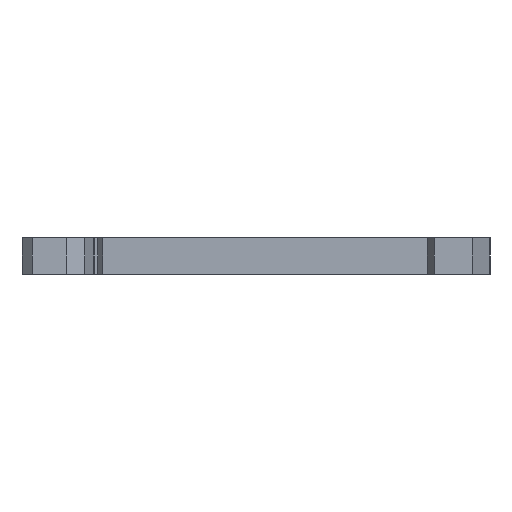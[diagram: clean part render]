
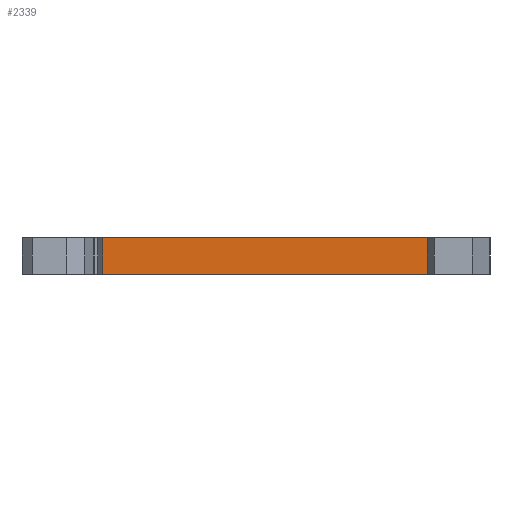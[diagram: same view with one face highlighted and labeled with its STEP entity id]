
A CAD part, front view. The second image highlights one B-rep face of the part: STEP entity #2339.
In plain terms, the highlighted free-form (B-spline) face has degree [1, 1] with [2, 2] control points.
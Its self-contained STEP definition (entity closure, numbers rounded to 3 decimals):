
#623=CARTESIAN_POINT('',(256.295,128.491,-3.5));
#624=VERTEX_POINT('',#623);
#631=CARTESIAN_POINT('',(256.295,128.491,0.));
#632=VERTEX_POINT('',#631);
#638=CARTESIAN_POINT('',(256.295,128.491,0.));
#639=CARTESIAN_POINT('',(256.295,128.491,-3.5));
#640=B_SPLINE_CURVE_WITH_KNOTS('',1,(#638,#639),.POLYLINE_FORM.,.F.,.U.,(2,2),(0.,1.),.UNSPECIFIED.);
#641=EDGE_CURVE('',#632,#624,#640,.T.);
#667=CARTESIAN_POINT('',(223.698,128.491,-3.5));
#668=VERTEX_POINT('',#667);
#675=CARTESIAN_POINT('',(223.698,128.491,0.));
#676=VERTEX_POINT('',#675);
#677=CARTESIAN_POINT('',(223.698,128.491,-3.5));
#678=CARTESIAN_POINT('',(223.698,128.491,0.));
#679=B_SPLINE_CURVE_WITH_KNOTS('',1,(#677,#678),.POLYLINE_FORM.,.F.,.U.,(2,2),(0.,1.),.UNSPECIFIED.);
#680=EDGE_CURVE('',#668,#676,#679,.T.);
#2320=CARTESIAN_POINT('',(191.062,128.491,31.036));
#2321=CARTESIAN_POINT('',(256.85,128.491,31.036));
#2322=CARTESIAN_POINT('',(191.062,128.491,-18.142));
#2323=CARTESIAN_POINT('',(256.85,128.491,-18.142));
#2324=B_SPLINE_SURFACE_WITH_KNOTS('',1,1,((#2320,#2321),(#2322,#2323)),.PLANE_SURF.,.F.,.F.,.U.,(2,2),(2,2),(-0.5,1.),(-0.993,1.014),.UNSPECIFIED.);
#2325=CARTESIAN_POINT('',(256.295,128.491,-3.5));
#2326=CARTESIAN_POINT('',(223.698,128.491,-3.5));
#2327=B_SPLINE_CURVE_WITH_KNOTS('',1,(#2325,#2326),.POLYLINE_FORM.,.F.,.U.,(2,2),(0.51,0.514),.UNSPECIFIED.);
#2328=EDGE_CURVE('',#624,#668,#2327,.T.);
#2329=ORIENTED_EDGE('',*,*,#2328,.F.);
#2330=ORIENTED_EDGE('',*,*,#641,.F.);
#2331=CARTESIAN_POINT('',(256.295,128.491,0.));
#2332=CARTESIAN_POINT('',(223.698,128.491,0.));
#2333=B_SPLINE_CURVE_WITH_KNOTS('',1,(#2331,#2332),.POLYLINE_FORM.,.F.,.U.,(2,2),(0.,1.),.UNSPECIFIED.);
#2334=EDGE_CURVE('',#632,#676,#2333,.T.);
#2335=ORIENTED_EDGE('',*,*,#2334,.T.);
#2336=ORIENTED_EDGE('',*,*,#680,.F.);
#2337=EDGE_LOOP('',(#2329,#2330,#2335,#2336));
#2338=FACE_OUTER_BOUND('',#2337,.T.);
#2339=ADVANCED_FACE('',(#2338),#2324,.T.);
